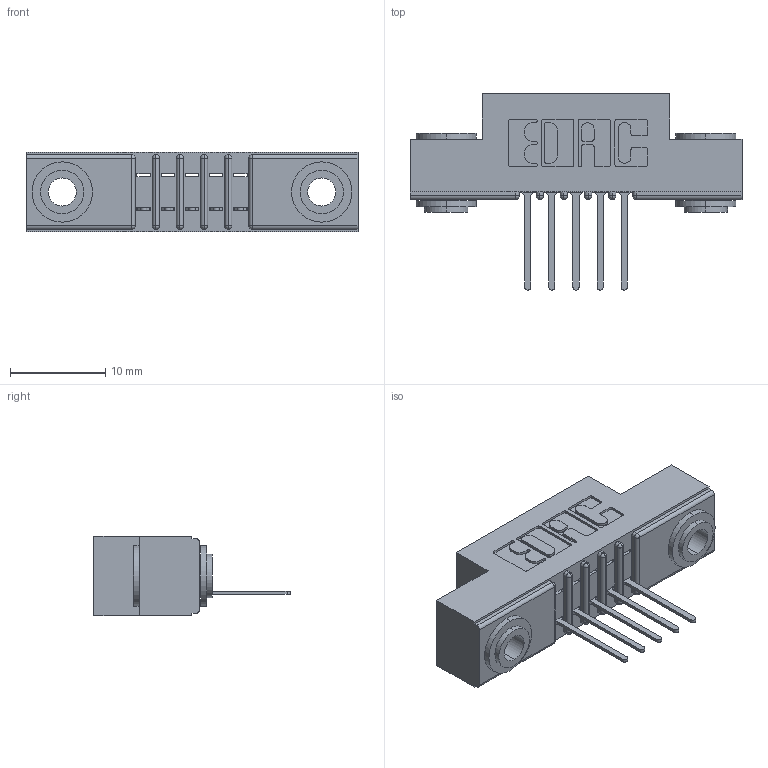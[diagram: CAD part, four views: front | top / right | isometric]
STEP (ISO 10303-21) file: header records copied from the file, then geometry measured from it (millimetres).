
FILE_DESCRIPTION (( 'STEP AP203' ), '1' );
FILE_NAME ('341-005-522-103.STEP', '2019-08-09T15:33:06', ( '' ), ( '' ), 'SwSTEP 2.0', 'SolidWorks 2016', '' );
FILE_SCHEMA (( 'CONFIG_CONTROL_DESIGN' ));
Length unit declared in the file: inch
Products named in the file (4): 341-292-001_341-292-122; 341-005-522-103; 341 Part_.156 (3.96) Dia Mounting Holes; 345-250-002_345-250-002-102
Assembly tree (8 placements, depth 2):
  341-005-522-103
    341 Part_.156 (3.96) Dia Mounting Holes
    341-292-001_341-292-122  x5
    345-250-002_345-250-002-102  x2
Bounding box: 34.92 x 20.62 x 8.38 mm (x, y, z)
Volume: 2007.1 mm3; surface area: 3182.2 mm2
Topology: 8 solids, 8 shells, 578 faces, 1613 edges, 1038 vertices
Faces by surface type: plane 347, cylinder 203, sphere 12, torus 8, cone 8
Entity records: 11885 total; most frequent: CARTESIAN_POINT 1979, ORIENTED_EDGE 1958, DIRECTION 1957, EDGE_CURVE 979, VECTOR 741, LINE 741, VERTEX_POINT 630, AXIS2_PLACEMENT_3D 608
